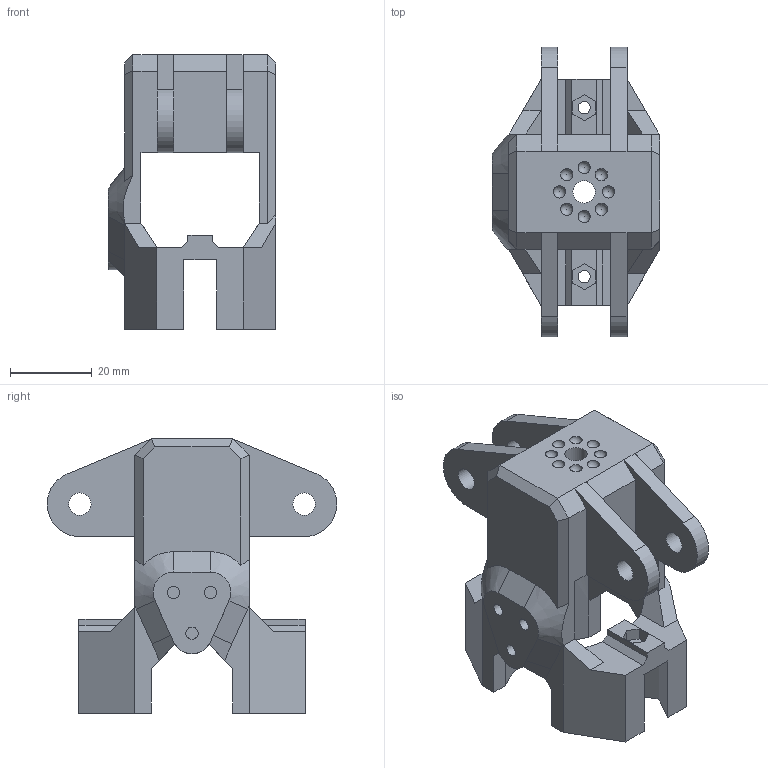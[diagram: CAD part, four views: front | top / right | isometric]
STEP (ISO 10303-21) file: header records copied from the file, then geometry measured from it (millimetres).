
FILE_DESCRIPTION(/* description */ (''),/* implementation_level */ '2;1');
FILE_NAME(/* name */ 'X-Slide Top Modular.step',/* time_stamp */ '2018-04-17T19:19:22+02:00',/* author */ (''),/* organization */ (''),/* preprocessor_version */ 'ST-DEVELOPER v16.13',/* originating_system */ 'Autodesk Translation Framework v6.5.0.72',/* authorisation */ '');
FILE_SCHEMA (('AUTOMOTIVE_DESIGN { 1 0 10303 214 3 1 1 }'));
Length unit declared in the file: millimetre
Products named in the file (1): X-Slide Top Modular (1)
Bounding box: 41 x 70.99 x 67.25 mm (x, y, z)
Volume: 38812.6 mm3; surface area: 20977 mm2
Topology: 1 solids, 1 shells, 177 faces, 502 edges, 329 vertices
Faces by surface type: plane 140, cylinder 21, sphere 8, cone 6, bspline 2
Full cylindrical faces by diameter (mm): 2.8 x2, 3 x5, 5.5 x5
Entity records: 5761 total; most frequent: CARTESIAN_POINT 1079, ORIENTED_EDGE 988, DIRECTION 919, EDGE_CURVE 494, LINE 381, VECTOR 381, VERTEX_POINT 329, AXIS2_PLACEMENT_3D 269
